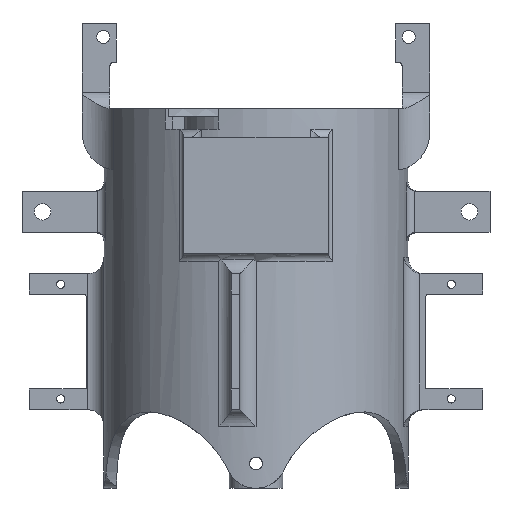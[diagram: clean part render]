
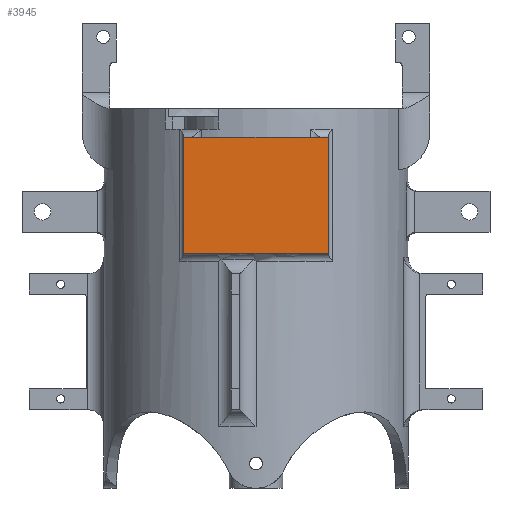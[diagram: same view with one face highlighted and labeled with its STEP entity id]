
A CAD part, front view. The second image highlights one B-rep face of the part: STEP entity #3945.
In plain terms, the highlighted planar face has unit normal (0, -1, 0).
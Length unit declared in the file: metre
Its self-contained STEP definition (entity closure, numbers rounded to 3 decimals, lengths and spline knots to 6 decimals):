
#42=PLANE('',#4209);
#545=ORIENTED_EDGE('',*,*,#1719,.F.);
#546=ORIENTED_EDGE('',*,*,#1720,.F.);
#547=ORIENTED_EDGE('',*,*,#1721,.T.);
#548=ORIENTED_EDGE('',*,*,#1722,.T.);
#1719=EDGE_CURVE('',#2304,#2305,#2671,.T.);
#1720=EDGE_CURVE('',#2306,#2304,#2672,.T.);
#1721=EDGE_CURVE('',#2306,#2307,#2673,.T.);
#1722=EDGE_CURVE('',#2307,#2305,#2674,.T.);
#2304=VERTEX_POINT('',#5928);
#2305=VERTEX_POINT('',#5929);
#2306=VERTEX_POINT('',#5931);
#2307=VERTEX_POINT('',#5933);
#2671=LINE('',#5927,#2961);
#2672=LINE('',#5930,#2962);
#2673=LINE('',#5932,#2963);
#2674=LINE('',#5934,#2964);
#2961=VECTOR('',#4685,1.);
#2962=VECTOR('',#4686,1.);
#2963=VECTOR('',#4687,1.);
#2964=VECTOR('',#4688,1.);
#3225=EDGE_LOOP('',(#545,#546,#547,#548));
#3550=FACE_BOUND('',#3225,.T.);
#3945=ADVANCED_FACE('',(#3550),#42,.T.);
#4209=AXIS2_PLACEMENT_3D('',#5926,#4683,#4684);
#4683=DIRECTION('',(0.,-1.,0.));
#4684=DIRECTION('',(1.,0.,0.));
#4685=DIRECTION('',(0.,0.,1.));
#4686=DIRECTION('',(-1.,0.,0.));
#4687=DIRECTION('',(0.,0.,1.));
#4688=DIRECTION('',(-1.,0.,0.));
#5926=CARTESIAN_POINT('',(0.,-0.0899,-0.029993));
#5927=CARTESIAN_POINT('',(-0.0175,-0.0899,-0.090002));
#5928=CARTESIAN_POINT('',(-0.0175,-0.0899,-0.032993));
#5929=CARTESIAN_POINT('',(-0.0175,-0.0899,-0.004993));
#5930=CARTESIAN_POINT('',(0.,-0.0899,-0.032993));
#5931=CARTESIAN_POINT('',(0.0175,-0.0899,-0.032993));
#5932=CARTESIAN_POINT('',(0.0175,-0.0899,-0.090002));
#5933=CARTESIAN_POINT('',(0.0175,-0.0899,-0.004993));
#5934=CARTESIAN_POINT('',(0.,-0.0899,-0.004993));
